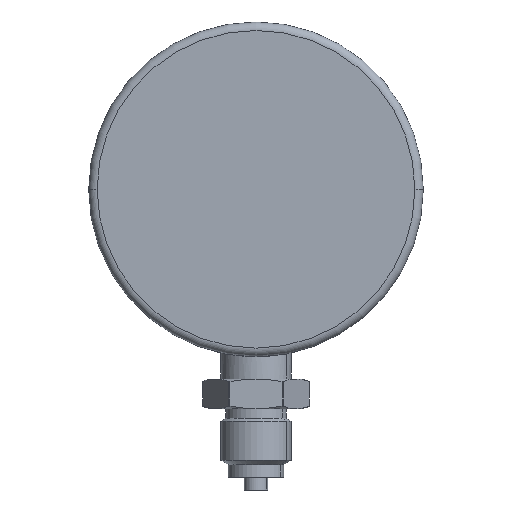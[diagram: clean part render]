
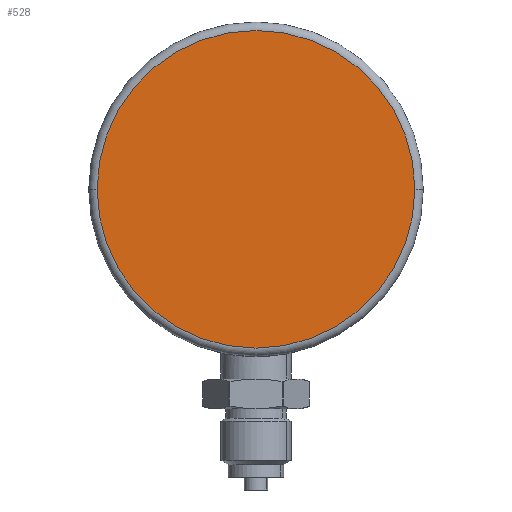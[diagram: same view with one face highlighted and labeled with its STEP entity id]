
A CAD part, left-side view. The second image highlights one B-rep face of the part: STEP entity #528.
In plain terms, the highlighted planar face has unit normal (-1, 0, 0).
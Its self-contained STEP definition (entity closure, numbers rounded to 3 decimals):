
#505=CARTESIAN_POINT('Axis2P3D Location',(-10.3,0.,0.)) ;
#510=CARTESIAN_POINT('Axis2P3D Location',(-10.3,0.,0.)) ;
#514=CARTESIAN_POINT('Vertex',(-10.3,-37.5,0.)) ;
#516=CARTESIAN_POINT('Vertex',(-10.3,37.5,0.)) ;
#519=CARTESIAN_POINT('Axis2P3D Location',(-10.3,0.,0.)) ;
#506=DIRECTION('Axis2P3D Direction',(1.,0.,0.)) ;
#507=DIRECTION('Axis2P3D XDirection',(0.,1.,0.)) ;
#511=DIRECTION('Axis2P3D Direction',(1.,0.,0.)) ;
#520=DIRECTION('Axis2P3D Direction',(1.,0.,0.)) ;
#508=AXIS2_PLACEMENT_3D('Plane Axis2P3D',#505,#506,#507) ;
#512=AXIS2_PLACEMENT_3D('Circle Axis2P3D',#510,#511,$) ;
#521=AXIS2_PLACEMENT_3D('Circle Axis2P3D',#519,#520,$) ;
#525=ORIENTED_EDGE('',*,*,#518,.F.) ;
#526=ORIENTED_EDGE('',*,*,#523,.F.) ;
#528=ADVANCED_FACE('PartBody',(#527),#509,.F.) ;
#513=CIRCLE('generated circle',#512,37.5) ;
#522=CIRCLE('generated circle',#521,37.5) ;
#518=EDGE_CURVE('',#515,#517,#513,.T.) ;
#523=EDGE_CURVE('',#517,#515,#522,.T.) ;
#524=EDGE_LOOP('',(#525,#526)) ;
#527=FACE_OUTER_BOUND('',#524,.T.) ;
#509=PLANE('',#508) ;
#515=VERTEX_POINT('',#514) ;
#517=VERTEX_POINT('',#516) ;
